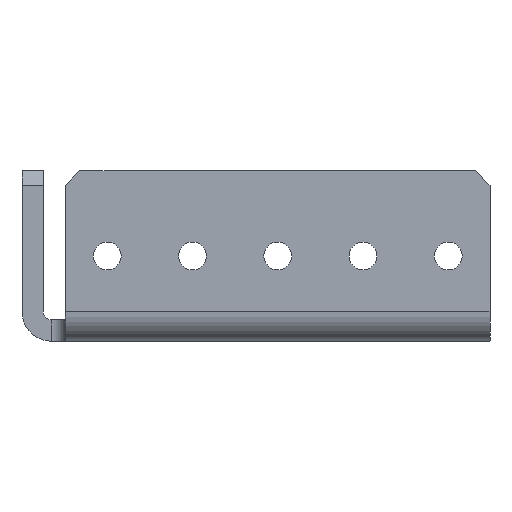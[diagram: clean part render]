
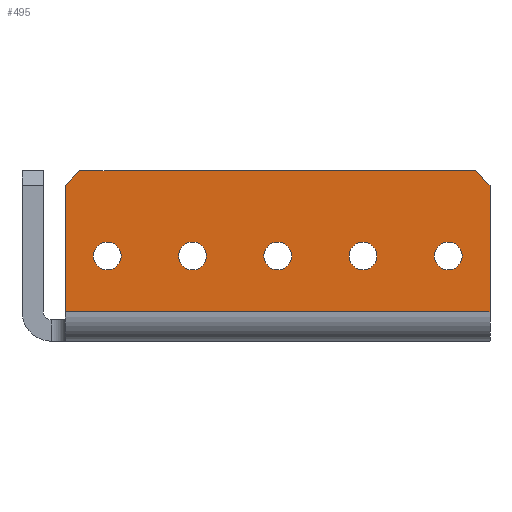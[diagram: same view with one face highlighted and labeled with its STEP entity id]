
A CAD part, front view. The second image highlights one B-rep face of the part: STEP entity #495.
In plain terms, the highlighted planar face has unit normal (0, -1, 0).
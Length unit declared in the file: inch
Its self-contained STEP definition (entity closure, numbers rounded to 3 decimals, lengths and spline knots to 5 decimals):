
#7 = EDGE_CURVE ( 'NONE', #547, #131, #24, .T. ) ;
#20 = FACE_OUTER_BOUND ( 'NONE', #1515, .T. ) ;
#24 = LINE ( 'NONE', #1949, #724 ) ;
#76 = EDGE_CURVE ( 'NONE', #1896, #547, #1509, .T. ) ;
#131 = VERTEX_POINT ( 'NONE', #879 ) ;
#168 = VERTEX_POINT ( 'NONE', #1067 ) ;
#205 = DIRECTION ( 'NONE',  ( -0.707, 0., 0.707 ) ) ;
#235 = CARTESIAN_POINT ( 'NONE',  ( 2.5, 0., 0.4185 ) ) ;
#266 = EDGE_LOOP ( 'NONE', ( #589, #2004 ) ) ;
#282 = EDGE_CURVE ( 'NONE', #1532, #168, #1628, .T. ) ;
#302 = LINE ( 'NONE', #1277, #1568 ) ;
#305 = ORIENTED_EDGE ( 'NONE', *, *, #1893, .T. ) ;
#310 = DIRECTION ( 'NONE',  ( -1., 0., 0. ) ) ;
#331 = EDGE_LOOP ( 'NONE', ( #1648, #1730 ) ) ;
#347 = EDGE_CURVE ( 'NONE', #168, #1532, #1402, .T. ) ;
#357 = DIRECTION ( 'NONE',  ( 0., 0., -1. ) ) ;
#363 = VERTEX_POINT ( 'NONE', #1438 ) ;
#425 = VERTEX_POINT ( 'NONE', #654 ) ;
#426 = VECTOR ( 'NONE', #845, 39.37008 ) ;
#436 = EDGE_CURVE ( 'NONE', #131, #425, #1977, .T. ) ;
#443 = CARTESIAN_POINT ( 'NONE',  ( 1.5, 0., 0.5815 ) ) ;
#449 = ORIENTED_EDGE ( 'NONE', *, *, #776, .F. ) ;
#486 = DIRECTION ( 'NONE',  ( 0., 1., 0. ) ) ;
#495 = ADVANCED_FACE ( 'NONE', ( #20, #1784, #1627, #1619, #663, #985 ), #1955, .F. ) ;
#498 = CIRCLE ( 'NONE', #824, 0.0815 ) ;
#499 = AXIS2_PLACEMENT_3D ( 'NONE', #1273, #1881, #1082 ) ;
#547 = VERTEX_POINT ( 'NONE', #570 ) ;
#550 = VERTEX_POINT ( 'NONE', #235 ) ;
#570 = CARTESIAN_POINT ( 'NONE',  ( 2.745, 0., 0.915 ) ) ;
#589 = ORIENTED_EDGE ( 'NONE', *, *, #347, .T. ) ;
#615 = DIRECTION ( 'NONE',  ( 0., 0., -1. ) ) ;
#632 = AXIS2_PLACEMENT_3D ( 'NONE', #1382, #747, #1222 ) ;
#653 = EDGE_CURVE ( 'NONE', #749, #550, #1065, .T. ) ;
#654 = CARTESIAN_POINT ( 'NONE',  ( 0.34, 0., 1. ) ) ;
#663 = FACE_BOUND ( 'NONE', #1587, .T. ) ;
#677 = DIRECTION ( 'NONE',  ( 0., 0., 1. ) ) ;
#694 = CARTESIAN_POINT ( 'NONE',  ( 2.745, 0., 1. ) ) ;
#714 = DIRECTION ( 'NONE',  ( 0., 1., 0. ) ) ;
#724 = VECTOR ( 'NONE', #205, 39.37008 ) ;
#732 = EDGE_LOOP ( 'NONE', ( #981, #1583 ) ) ;
#741 = ORIENTED_EDGE ( 'NONE', *, *, #76, .T. ) ;
#747 = DIRECTION ( 'NONE',  ( 0., 1., 0. ) ) ;
#749 = VERTEX_POINT ( 'NONE', #769 ) ;
#752 = EDGE_CURVE ( 'NONE', #1552, #1918, #302, .T. ) ;
#754 = CARTESIAN_POINT ( 'NONE',  ( 0.5, 0., 0.5815 ) ) ;
#769 = CARTESIAN_POINT ( 'NONE',  ( 2.5, 0., 0.5815 ) ) ;
#776 = EDGE_CURVE ( 'NONE', #1896, #1918, #1915, .T. ) ;
#788 = EDGE_CURVE ( 'NONE', #1211, #1694, #1971, .T. ) ;
#820 = AXIS2_PLACEMENT_3D ( 'NONE', #1421, #1771, #1450 ) ;
#824 = AXIS2_PLACEMENT_3D ( 'NONE', #1580, #1284, #1448 ) ;
#835 = EDGE_CURVE ( 'NONE', #550, #749, #1068, .T. ) ;
#845 = DIRECTION ( 'NONE',  ( -1., 0., 0. ) ) ;
#879 = CARTESIAN_POINT ( 'NONE',  ( 2.66, 0., 1. ) ) ;
#952 = CARTESIAN_POINT ( 'NONE',  ( 1., 0., 0.5815 ) ) ;
#960 = VERTEX_POINT ( 'NONE', #1841 ) ;
#966 = CARTESIAN_POINT ( 'NONE',  ( 2., 0., 0.5 ) ) ;
#981 = ORIENTED_EDGE ( 'NONE', *, *, #835, .T. ) ;
#985 = FACE_BOUND ( 'NONE', #732, .T. ) ;
#1004 = DIRECTION ( 'NONE',  ( 0., 0., -1. ) ) ;
#1029 = EDGE_CURVE ( 'NONE', #1694, #1211, #498, .T. ) ;
#1065 = CIRCLE ( 'NONE', #1331, 0.0815 ) ;
#1067 = CARTESIAN_POINT ( 'NONE',  ( 1., 0., 0.4185 ) ) ;
#1068 = CIRCLE ( 'NONE', #632, 0.0815 ) ;
#1080 = CARTESIAN_POINT ( 'NONE',  ( 0.5, 0., 0.5 ) ) ;
#1082 = DIRECTION ( 'NONE',  ( 0., 0., -1. ) ) ;
#1107 = AXIS2_PLACEMENT_3D ( 'NONE', #1080, #1258, #1899 ) ;
#1117 = CARTESIAN_POINT ( 'NONE',  ( -0.99789, 0., 0.173 ) ) ;
#1120 = VERTEX_POINT ( 'NONE', #443 ) ;
#1151 = DIRECTION ( 'NONE',  ( 0., 1., 0. ) ) ;
#1160 = VECTOR ( 'NONE', #677, 39.37008 ) ;
#1161 = CARTESIAN_POINT ( 'NONE',  ( 1.5, 0., 0.5 ) ) ;
#1167 = AXIS2_PLACEMENT_3D ( 'NONE', #1176, #1625, #1004 ) ;
#1176 = CARTESIAN_POINT ( 'NONE',  ( 1.5, 0., 0.5 ) ) ;
#1211 = VERTEX_POINT ( 'NONE', #1808 ) ;
#1220 = EDGE_CURVE ( 'NONE', #960, #1120, #1239, .T. ) ;
#1222 = DIRECTION ( 'NONE',  ( 0., 0., -1. ) ) ;
#1238 = ORIENTED_EDGE ( 'NONE', *, *, #1451, .T. ) ;
#1239 = CIRCLE ( 'NONE', #1167, 0.0815 ) ;
#1246 = DIRECTION ( 'NONE',  ( 0., 1., 0. ) ) ;
#1255 = DIRECTION ( 'NONE',  ( 0., 0., -1. ) ) ;
#1258 = DIRECTION ( 'NONE',  ( 0., 1., 0. ) ) ;
#1273 = CARTESIAN_POINT ( 'NONE',  ( 0.5, 0., 0.5 ) ) ;
#1277 = CARTESIAN_POINT ( 'NONE',  ( 0.255, 0., 0.125 ) ) ;
#1280 = ORIENTED_EDGE ( 'NONE', *, *, #788, .T. ) ;
#1284 = DIRECTION ( 'NONE',  ( 0., 1., 0. ) ) ;
#1289 = ORIENTED_EDGE ( 'NONE', *, *, #7, .T. ) ;
#1328 = CARTESIAN_POINT ( 'NONE',  ( 0.255, 0., 0.915 ) ) ;
#1331 = AXIS2_PLACEMENT_3D ( 'NONE', #1752, #1246, #1255 ) ;
#1374 = CIRCLE ( 'NONE', #1810, 0.0815 ) ;
#1381 = ORIENTED_EDGE ( 'NONE', *, *, #752, .T. ) ;
#1382 = CARTESIAN_POINT ( 'NONE',  ( 2.5, 0., 0.5 ) ) ;
#1388 = EDGE_LOOP ( 'NONE', ( #305, #1558 ) ) ;
#1392 = CARTESIAN_POINT ( 'NONE',  ( 0., 0., 0. ) ) ;
#1402 = CIRCLE ( 'NONE', #1660, 0.0815 ) ;
#1407 = CARTESIAN_POINT ( 'NONE',  ( 1., 0., 0.5 ) ) ;
#1408 = CIRCLE ( 'NONE', #499, 0.0815 ) ;
#1421 = CARTESIAN_POINT ( 'NONE',  ( 1., 0., 0.5 ) ) ;
#1425 = CARTESIAN_POINT ( 'NONE',  ( 0.255, 0., 0.915 ) ) ;
#1438 = CARTESIAN_POINT ( 'NONE',  ( 0.5, 0., 0.4185 ) ) ;
#1442 = EDGE_CURVE ( 'NONE', #1529, #363, #1408, .T. ) ;
#1448 = DIRECTION ( 'NONE',  ( 0., 0., -1. ) ) ;
#1450 = DIRECTION ( 'NONE',  ( 0., 0., -1. ) ) ;
#1451 = EDGE_CURVE ( 'NONE', #425, #1552, #1562, .T. ) ;
#1504 = VECTOR ( 'NONE', #310, 39.37008 ) ;
#1509 = LINE ( 'NONE', #694, #1160 ) ;
#1515 = EDGE_LOOP ( 'NONE', ( #1238, #1381, #449, #741, #1289, #1775 ) ) ;
#1529 = VERTEX_POINT ( 'NONE', #754 ) ;
#1532 = VERTEX_POINT ( 'NONE', #952 ) ;
#1552 = VERTEX_POINT ( 'NONE', #1328 ) ;
#1558 = ORIENTED_EDGE ( 'NONE', *, *, #1442, .T. ) ;
#1562 = LINE ( 'NONE', #1425, #1666 ) ;
#1568 = VECTOR ( 'NONE', #1590, 39.37008 ) ;
#1572 = CARTESIAN_POINT ( 'NONE',  ( 2.745, 0., 0.173 ) ) ;
#1580 = CARTESIAN_POINT ( 'NONE',  ( 2., 0., 0.5 ) ) ;
#1583 = ORIENTED_EDGE ( 'NONE', *, *, #653, .T. ) ;
#1587 = EDGE_LOOP ( 'NONE', ( #1727, #1280 ) ) ;
#1590 = DIRECTION ( 'NONE',  ( 0., 0., -1. ) ) ;
#1592 = DIRECTION ( 'NONE',  ( 0., 1., 0. ) ) ;
#1619 = FACE_BOUND ( 'NONE', #331, .T. ) ;
#1625 = DIRECTION ( 'NONE',  ( 0., 1., 0. ) ) ;
#1627 = FACE_BOUND ( 'NONE', #266, .T. ) ;
#1628 = CIRCLE ( 'NONE', #820, 0.0815 ) ;
#1631 = AXIS2_PLACEMENT_3D ( 'NONE', #1392, #714, #1682 ) ;
#1647 = EDGE_CURVE ( 'NONE', #1120, #960, #1374, .T. ) ;
#1648 = ORIENTED_EDGE ( 'NONE', *, *, #1220, .T. ) ;
#1660 = AXIS2_PLACEMENT_3D ( 'NONE', #1407, #1592, #615 ) ;
#1666 = VECTOR ( 'NONE', #2047, 39.37008 ) ;
#1682 = DIRECTION ( 'NONE',  ( 0., 0., 1. ) ) ;
#1694 = VERTEX_POINT ( 'NONE', #1696 ) ;
#1696 = CARTESIAN_POINT ( 'NONE',  ( 2., 0., 0.4185 ) ) ;
#1703 = AXIS2_PLACEMENT_3D ( 'NONE', #966, #486, #1769 ) ;
#1727 = ORIENTED_EDGE ( 'NONE', *, *, #1029, .T. ) ;
#1730 = ORIENTED_EDGE ( 'NONE', *, *, #1647, .T. ) ;
#1747 = CIRCLE ( 'NONE', #1107, 0.0815 ) ;
#1752 = CARTESIAN_POINT ( 'NONE',  ( 2.5, 0., 0.5 ) ) ;
#1769 = DIRECTION ( 'NONE',  ( 0., 0., -1. ) ) ;
#1771 = DIRECTION ( 'NONE',  ( 0., 1., 0. ) ) ;
#1775 = ORIENTED_EDGE ( 'NONE', *, *, #436, .T. ) ;
#1784 = FACE_BOUND ( 'NONE', #1388, .T. ) ;
#1791 = CARTESIAN_POINT ( 'NONE',  ( 0.255, 0., 1. ) ) ;
#1808 = CARTESIAN_POINT ( 'NONE',  ( 2., 0., 0.5815 ) ) ;
#1810 = AXIS2_PLACEMENT_3D ( 'NONE', #1161, #1151, #357 ) ;
#1841 = CARTESIAN_POINT ( 'NONE',  ( 1.5, 0., 0.4185 ) ) ;
#1881 = DIRECTION ( 'NONE',  ( 0., 1., 0. ) ) ;
#1893 = EDGE_CURVE ( 'NONE', #363, #1529, #1747, .T. ) ;
#1896 = VERTEX_POINT ( 'NONE', #1572 ) ;
#1899 = DIRECTION ( 'NONE',  ( 0., 0., -1. ) ) ;
#1915 = LINE ( 'NONE', #1117, #1504 ) ;
#1918 = VERTEX_POINT ( 'NONE', #2063 ) ;
#1949 = CARTESIAN_POINT ( 'NONE',  ( 2.66, 0., 1. ) ) ;
#1955 = PLANE ( 'NONE',  #1631 ) ;
#1971 = CIRCLE ( 'NONE', #1703, 0.0815 ) ;
#1977 = LINE ( 'NONE', #1791, #426 ) ;
#2004 = ORIENTED_EDGE ( 'NONE', *, *, #282, .T. ) ;
#2047 = DIRECTION ( 'NONE',  ( -0.707, 0., -0.707 ) ) ;
#2063 = CARTESIAN_POINT ( 'NONE',  ( 0.255, 0., 0.173 ) ) ;
